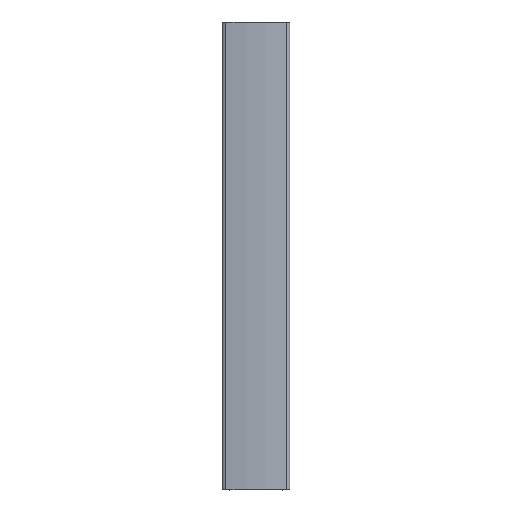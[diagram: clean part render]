
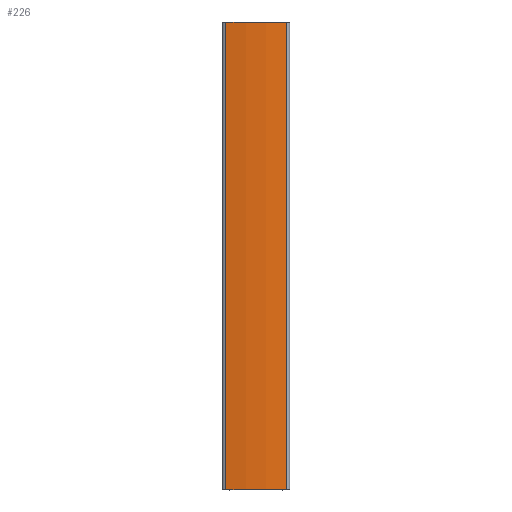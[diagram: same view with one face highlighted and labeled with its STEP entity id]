
A CAD part, top view. The second image highlights one B-rep face of the part: STEP entity #226.
In plain terms, the highlighted cylindrical face has radius 63.57 mm (diameter 127.141 mm), a partial arc.
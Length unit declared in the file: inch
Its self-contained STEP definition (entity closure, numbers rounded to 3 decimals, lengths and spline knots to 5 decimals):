
#162=CARTESIAN_POINT('',(0.08513,5.94906,0.56388));
#163=VERTEX_POINT('',#162);
#171=CARTESIAN_POINT('',(0.08513,-0.05094,0.56388));
#172=VERTEX_POINT('',#171);
#173=CARTESIAN_POINT('',(0.08513,-0.05094,0.56388));
#174=DIRECTION('',(0.,1.,0.));
#175=VECTOR('',#174,1.);
#176=LINE('',#173,#175);
#177=EDGE_CURVE('',#172,#163,#176,.T.);
#194=ORIENTED_EDGE('',*,*,#177,.T.);
#195=CARTESIAN_POINT('',(-0.68835,5.94906,0.564));
#196=VERTEX_POINT('',#195);
#197=CARTESIAN_POINT('',(-0.302,5.94906,-1.90877));
#198=DIRECTION('',(0.,-1.,0.));
#199=DIRECTION('',(-1.,0.,0.));
#200=AXIS2_PLACEMENT_3D('',#197,#198,#199);
#201=CIRCLE('',#200,2.50277);
#202=EDGE_CURVE('',#163,#196,#201,.T.);
#203=ORIENTED_EDGE('',*,*,#202,.T.);
#204=CARTESIAN_POINT('',(-0.68835,-0.05094,0.564));
#205=VERTEX_POINT('',#204);
#206=CARTESIAN_POINT('',(-0.68835,-0.05094,0.564));
#207=DIRECTION('',(0.,1.,0.));
#208=VECTOR('',#207,1.);
#209=LINE('',#206,#208);
#210=EDGE_CURVE('',#205,#196,#209,.T.);
#211=ORIENTED_EDGE('',*,*,#210,.F.);
#212=CARTESIAN_POINT('',(-0.302,-0.05094,-1.90877));
#213=DIRECTION('',(0.,-1.,0.));
#214=DIRECTION('',(-1.,0.,0.));
#215=AXIS2_PLACEMENT_3D('',#212,#213,#214);
#216=CIRCLE('',#215,2.50277);
#217=EDGE_CURVE('',#172,#205,#216,.T.);
#218=ORIENTED_EDGE('',*,*,#217,.F.);
#219=EDGE_LOOP('',(#194,#203,#211,#218));
#220=FACE_OUTER_BOUND('',#219,.T.);
#221=CARTESIAN_POINT('',(-0.302,-0.05094,-1.90877));
#222=DIRECTION('',(0.,1.,0.));
#223=DIRECTION('',(-1.,0.,0.));
#224=AXIS2_PLACEMENT_3D('',#221,#222,#223);
#225=CYLINDRICAL_SURFACE('',#224,2.50277);
#226=ADVANCED_FACE('',(#220),#225,.T.);
